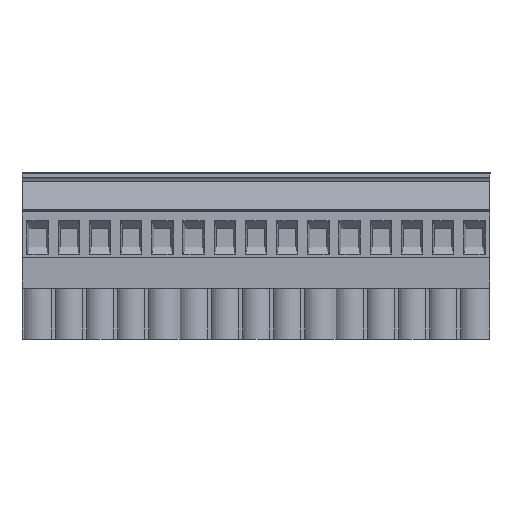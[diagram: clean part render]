
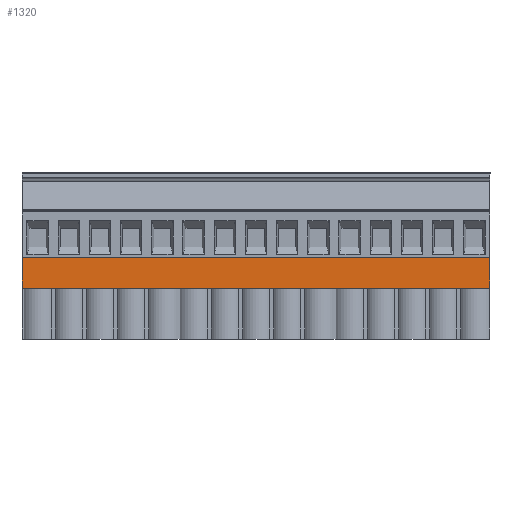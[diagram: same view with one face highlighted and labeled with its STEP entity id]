
A CAD part, top view. The second image highlights one B-rep face of the part: STEP entity #1320.
In plain terms, the highlighted planar face has unit normal (0, 0, 1).
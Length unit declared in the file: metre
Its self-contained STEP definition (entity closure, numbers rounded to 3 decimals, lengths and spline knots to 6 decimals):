
#1320=ADVANCED_FACE('',(#2752),#2753,.F.);
#2752=FACE_OUTER_BOUND('',#4204,.T.);
#2753=PLANE('',#4205);
#4204=EDGE_LOOP('',(#8005,#8006,#8007,#8008));
#4205=AXIS2_PLACEMENT_3D('',#8009,#8010,#8011);
#8005=ORIENTED_EDGE('',*,*,#9017,.T.);
#8006=ORIENTED_EDGE('',*,*,#9223,.T.);
#8007=ORIENTED_EDGE('',*,*,#9399,.F.);
#8008=ORIENTED_EDGE('',*,*,#8417,.F.);
#8009=CARTESIAN_POINT('',(-0.00508,0.004997,0.));
#8010=DIRECTION('',(0.,0.,-1.0));
#8011=DIRECTION('',(0.0,-1.0,0.));
#8417=EDGE_CURVE('',#10103,#10105,#10106,.T.);
#9017=EDGE_CURVE('',#10103,#11053,#11055,.T.);
#9223=EDGE_CURVE('',#11053,#11342,#11343,.T.);
#9399=EDGE_CURVE('',#10105,#11342,#11573,.T.);
#10103=VERTEX_POINT('',#12454);
#10105=VERTEX_POINT('',#12457);
#10106=LINE('',#12458,#12459);
#11053=VERTEX_POINT('',#13779);
#11055=LINE('',#13782,#13783);
#11342=VERTEX_POINT('',#14200);
#11343=LINE('',#14201,#14202);
#11573=LINE('',#14537,#14538);
#12454=CARTESIAN_POINT('',(0.0,0.,0.));
#12457=CARTESIAN_POINT('',(0.0,0.005,0.));
#12458=CARTESIAN_POINT('',(0.0,0.004997,0.));
#12459=VECTOR('',#15288,1.0);
#13779=CARTESIAN_POINT('',(0.0762,0.0,0.0));
#13782=CARTESIAN_POINT('',(-0.00508,0.,0.));
#13783=VECTOR('',#15938,1.0);
#14200=CARTESIAN_POINT('',(0.0762,0.005,0.0));
#14201=CARTESIAN_POINT('',(0.0762,0.004997,0.0));
#14202=VECTOR('',#16105,1.0);
#14537=CARTESIAN_POINT('',(-0.00508,0.005,0.));
#14538=VECTOR('',#16282,1.0);
#15288=DIRECTION('',(0.,1.0,0.));
#15938=DIRECTION('',(1.0,0.,0.));
#16105=DIRECTION('',(0.,1.0,0.));
#16282=DIRECTION('',(1.0,0.,0.));
